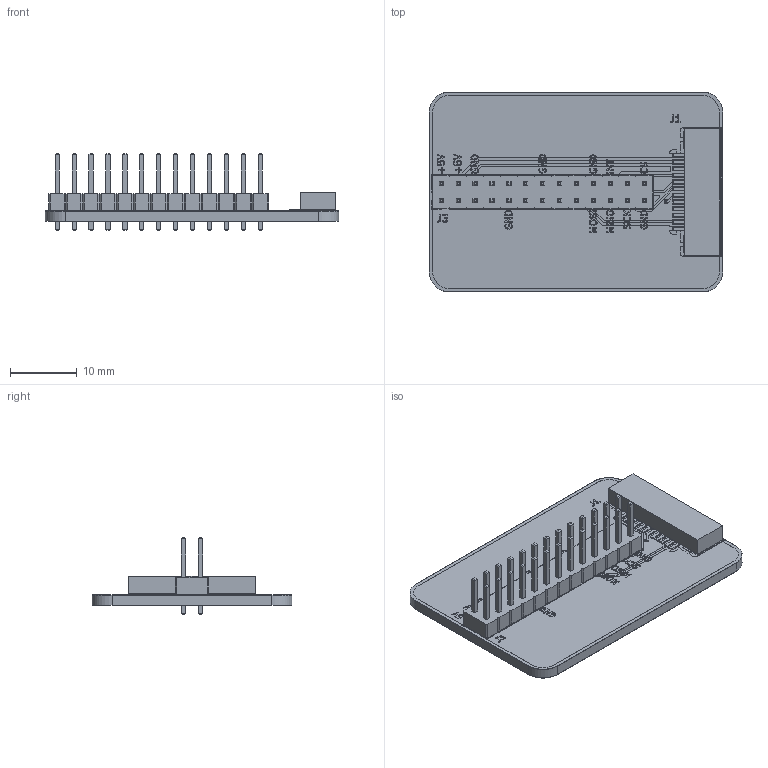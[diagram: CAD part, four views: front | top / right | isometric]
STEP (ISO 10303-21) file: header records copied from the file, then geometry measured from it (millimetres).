
FILE_DESCRIPTION(('KiCad electronic assembly'),'2;1');
FILE_NAME('3D PM_HMI-Touch-v0.0.1.step','2025-03-02T17:24:31',('Pcbnew') ,('Kicad'),'Open CASCADE STEP processor 7.9','KiCad to STEP converter' ,'Unknown');
FILE_SCHEMA(('AUTOMOTIVE_DESIGN { 1 0 10303 214 1 1 1 1 }'));
Length unit declared in the file: millimetre
Products named in the file (9): 3D PM_HMI-Touch-v0.0.1 1; PinHeader_2x13_P2.54mm_Vertical; AFA07-S12FCA-00; Body; Pins; PM_HMI-Touch_copper; PM_HMI-Touch_silkscreen; PM_HMI-Touch_soldermask; PM_HMI-Touch_PCB
Assembly tree (8 placements, depth 3):
  3D PM_HMI-Touch-v0.0.1 1
    PinHeader_2x13_P2.54mm_Vertical
    AFA07-S12FCA-00
      Body
      Pins
    PM_HMI-Touch_copper
    PM_HMI-Touch_silkscreen
    PM_HMI-Touch_soldermask
    PM_HMI-Touch_PCB
Bounding box: 44 x 30 x 11.54 mm (x, y, z)
Volume: 2810.5 mm3; surface area: 11563 mm2
Topology: 42 solids, 88 shells, 1553 faces, 4743 edges, 3411 vertices
Faces by surface type: plane 1282, cylinder 271
Full cylindrical faces by diameter (mm): 0.25 x1, 0.3 x1, 0.95 x26, 1 x52, 1.7 x50
Entity records: 57910 total; most frequent: CARTESIAN_POINT 9716, DIRECTION 8733, ORIENTED_EDGE 8557, EDGE_CURVE 4743, LINE 3877, VECTOR 3877, VERTEX_POINT 3411, AXIS2_PLACEMENT_3D 2428
